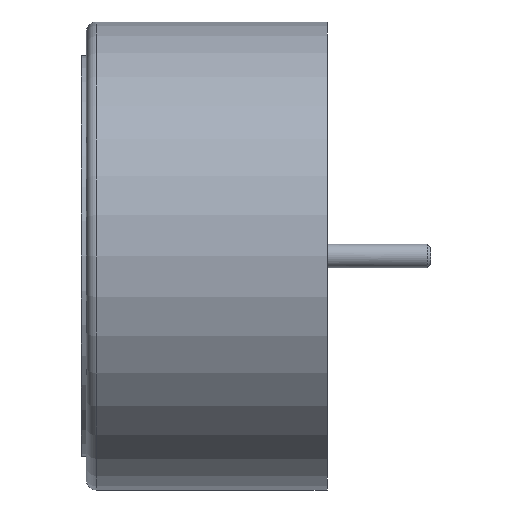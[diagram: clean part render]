
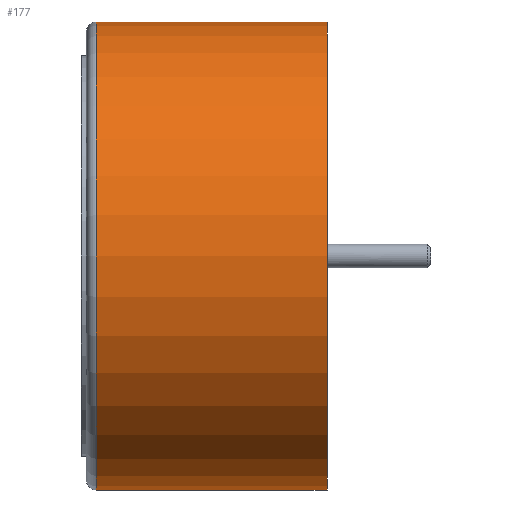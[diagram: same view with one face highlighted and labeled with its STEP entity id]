
A CAD part, left-side view. The second image highlights one B-rep face of the part: STEP entity #177.
In plain terms, the highlighted cylindrical face has radius 7 mm (diameter 14 mm), a partial arc.
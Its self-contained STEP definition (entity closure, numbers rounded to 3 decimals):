
#93 = EDGE_CURVE('',#94,#96,#98,.T.);
#94 = VERTEX_POINT('',#95);
#95 = CARTESIAN_POINT('',(0.,0.,-7.));
#96 = VERTEX_POINT('',#97);
#97 = CARTESIAN_POINT('',(0.,0.,7.));
#98 = CIRCLE('',#99,7.);
#99 = AXIS2_PLACEMENT_3D('',#100,#101,#102);
#100 = CARTESIAN_POINT('',(0.,0.,0.));
#101 = DIRECTION('',(0.,1.,0.));
#102 = DIRECTION('',(0.,0.,1.));
#177 = ADVANCED_FACE('',(#178),#204,.T.);
#178 = FACE_BOUND('',#179,.T.);
#179 = EDGE_LOOP('',(#180,#188,#197,#203));
#180 = ORIENTED_EDGE('',*,*,#181,.F.);
#181 = EDGE_CURVE('',#182,#96,#184,.T.);
#182 = VERTEX_POINT('',#183);
#183 = CARTESIAN_POINT('',(0.,6.9,7.));
#184 = LINE('',#185,#186);
#185 = CARTESIAN_POINT('',(0.,7.2,7.));
#186 = VECTOR('',#187,1.);
#187 = DIRECTION('',(-0.,-1.,-0.));
#188 = ORIENTED_EDGE('',*,*,#189,.T.);
#189 = EDGE_CURVE('',#182,#190,#192,.T.);
#190 = VERTEX_POINT('',#191);
#191 = CARTESIAN_POINT('',(0.,6.9,-7.));
#192 = CIRCLE('',#193,7.);
#193 = AXIS2_PLACEMENT_3D('',#194,#195,#196);
#194 = CARTESIAN_POINT('',(0.,6.9,0.));
#195 = DIRECTION('',(0.,-1.,0.));
#196 = DIRECTION('',(0.,0.,1.));
#197 = ORIENTED_EDGE('',*,*,#198,.T.);
#198 = EDGE_CURVE('',#190,#94,#199,.T.);
#199 = LINE('',#200,#201);
#200 = CARTESIAN_POINT('',(0.,7.2,-7.));
#201 = VECTOR('',#202,1.);
#202 = DIRECTION('',(-0.,-1.,-0.));
#203 = ORIENTED_EDGE('',*,*,#93,.T.);
#204 = CYLINDRICAL_SURFACE('',#205,7.);
#205 = AXIS2_PLACEMENT_3D('',#206,#207,#208);
#206 = CARTESIAN_POINT('',(0.,7.2,0.));
#207 = DIRECTION('',(-0.,-1.,-0.));
#208 = DIRECTION('',(0.,0.,-1.));
